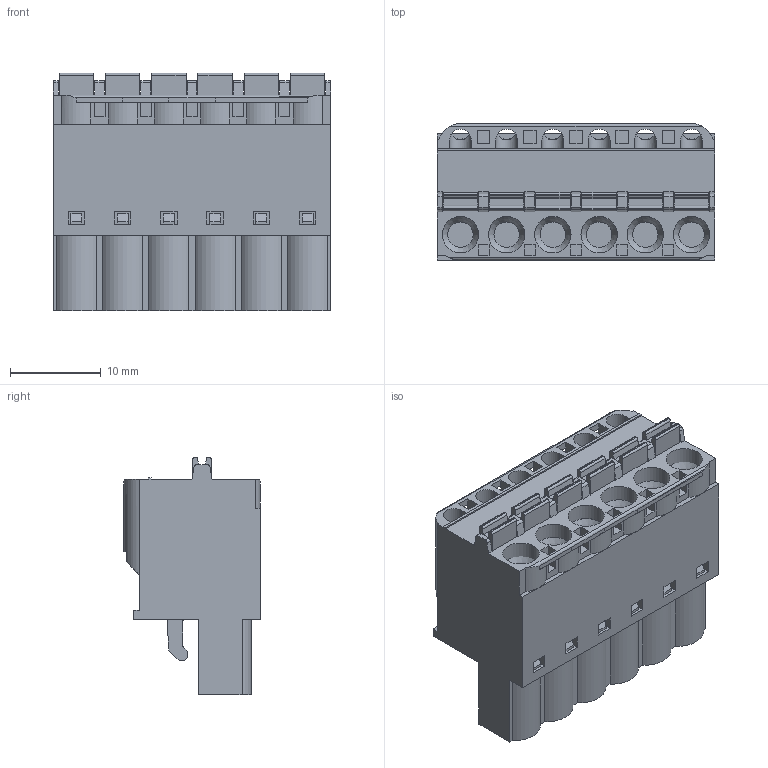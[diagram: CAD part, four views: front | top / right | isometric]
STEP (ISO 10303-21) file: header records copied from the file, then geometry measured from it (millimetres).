
FILE_DESCRIPTION(('STEP AP214'),'1');
FILE_NAME('SHM06-5,08-P.stp','2019-04-23T07:48:04',(' '),(' '),'Spatial InterOp 3D',' ',' ');
FILE_SCHEMA(('automotive_design'));
Length unit declared in the file: metre
Products named in the file (1): 1
Bounding box: 30.48 x 15 x 26.1 mm (x, y, z)
Volume: 7412.1 mm3; surface area: 4169.2 mm2
Topology: 1 solids, 1 shells, 490 faces, 1372 edges, 905 vertices
Faces by surface type: plane 392, cylinder 86, cone 12
Full cylindrical faces by diameter (mm): 4 x6
Entity records: 19513 total; most frequent: CARTESIAN_POINT 2780, ORIENTED_EDGE 2696, DIRECTION 2564, EDGE_CURVE 1348, LINE 1106, VECTOR 1106, VERTEX_POINT 899, AXIS2_PLACEMENT_3D 729
